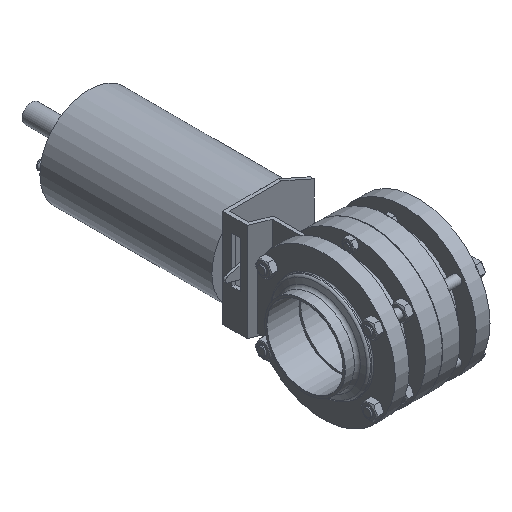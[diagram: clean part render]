
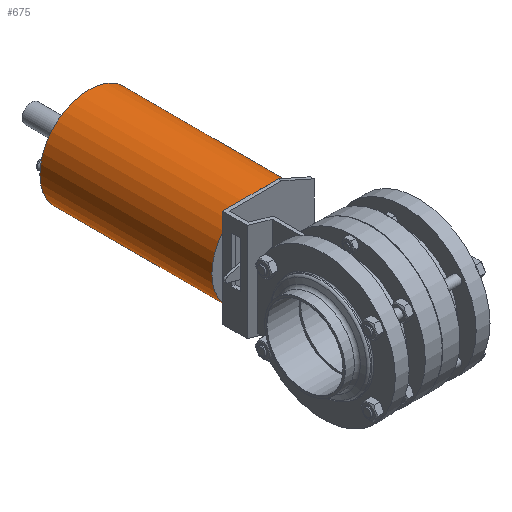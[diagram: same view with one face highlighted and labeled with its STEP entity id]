
A CAD part, isometric view. The second image highlights one B-rep face of the part: STEP entity #675.
In plain terms, the highlighted cylindrical face has radius 42.5 mm (diameter 85 mm), a full revolution.
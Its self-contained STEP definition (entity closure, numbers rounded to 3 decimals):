
#675 = ADVANCED_FACE( '', ( #1516, #1517 ), #1518, .T. );
#1516 = FACE_OUTER_BOUND( '', #2444, .T. );
#1517 = FACE_OUTER_BOUND( '', #2445, .T. );
#1518 = CYLINDRICAL_SURFACE( '', #2446, 42.5 );
#2444 = EDGE_LOOP( '', ( #4835 ) );
#2445 = EDGE_LOOP( '', ( #4836 ) );
#2446 = AXIS2_PLACEMENT_3D( '', #4837, #4838, #4839 );
#4835 = ORIENTED_EDGE( '', *, *, #5824, .F. );
#4836 = ORIENTED_EDGE( '', *, *, #5823, .T. );
#4837 = CARTESIAN_POINT( '', ( 199., 0., 0. ) );
#4838 = DIRECTION( '', ( -1., 0., 0. ) );
#4839 = DIRECTION( '', ( 0., 0., -1. ) );
#5823 = EDGE_CURVE( '', #7015, #7015, #7016, .T. );
#5824 = EDGE_CURVE( '', #7017, #7017, #7018, .T. );
#7015 = VERTEX_POINT( '', #9756 );
#7016 = CIRCLE( '', #9757, 42.5 );
#7017 = VERTEX_POINT( '', #9758 );
#7018 = CIRCLE( '', #9759, 42.5 );
#9756 = CARTESIAN_POINT( '', ( 0., 0., -42.5 ) );
#9757 = AXIS2_PLACEMENT_3D( '', #10835, #10836, #10837 );
#9758 = CARTESIAN_POINT( '', ( 149., 0., -42.5 ) );
#9759 = AXIS2_PLACEMENT_3D( '', #10838, #10839, #10840 );
#10835 = CARTESIAN_POINT( '', ( 0., 0., 0. ) );
#10836 = DIRECTION( '', ( 1., 0., 0. ) );
#10837 = DIRECTION( '', ( 0., 0., -1. ) );
#10838 = CARTESIAN_POINT( '', ( 149., 0., 0. ) );
#10839 = DIRECTION( '', ( 1., 0., 0. ) );
#10840 = DIRECTION( '', ( 0., 0., -1. ) );
